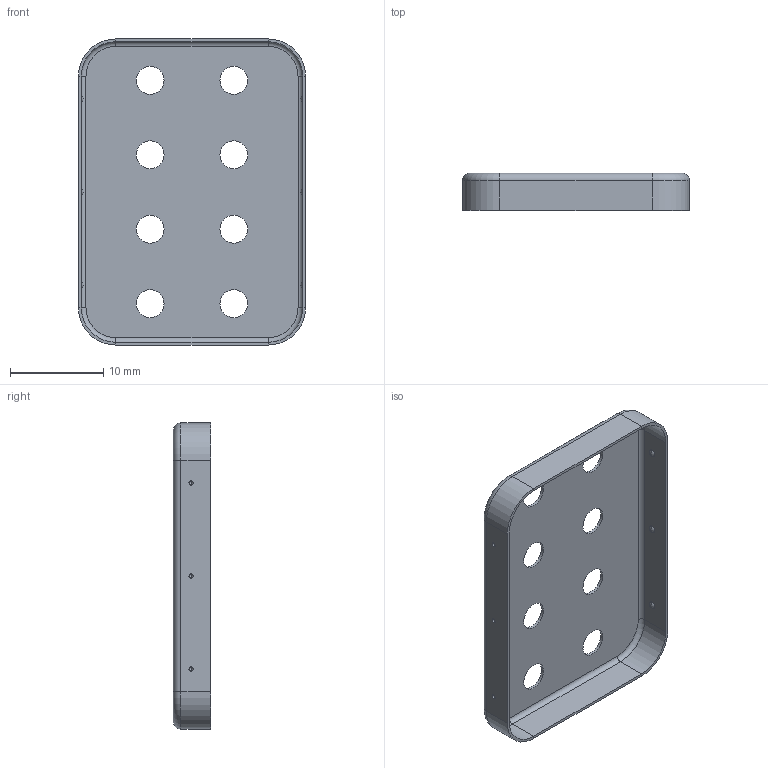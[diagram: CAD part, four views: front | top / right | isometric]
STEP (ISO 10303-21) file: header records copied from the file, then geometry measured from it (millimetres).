
FILE_DESCRIPTION (( 'STEP AP203' ), '1' );
FILE_NAME ('MS323-30CP.step', '2020-11-12T09:25:13', ( '' ), ( '' ), 'SwSTEP 2.0', 'SolidWorks 2018', '' );
FILE_SCHEMA (( 'CONFIG_CONTROL_DESIGN' ));
Length unit declared in the file: millimetre
Products named in the file (1): MS323-30CP
Bounding box: 24.4 x 4 x 32.9 mm (x, y, z)
Volume: 329.5 mm3; surface area: 2251.3 mm2
Topology: 1 solids, 1 shells, 82 faces, 184 edges, 116 vertices
Faces by surface type: cylinder 32, sphere 24, plane 18, torus 8
Entity records: 2437 total; most frequent: DIRECTION 470, CARTESIAN_POINT 383, ORIENTED_EDGE 368, AXIS2_PLACEMENT_3D 203, EDGE_CURVE 184, CIRCLE 120, VERTEX_POINT 116, EDGE_LOOP 110
